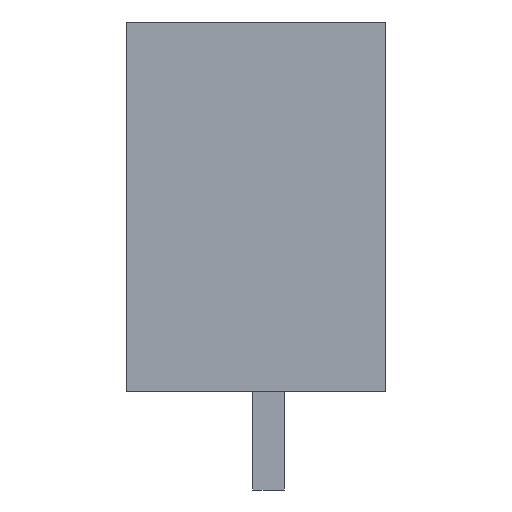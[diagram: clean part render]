
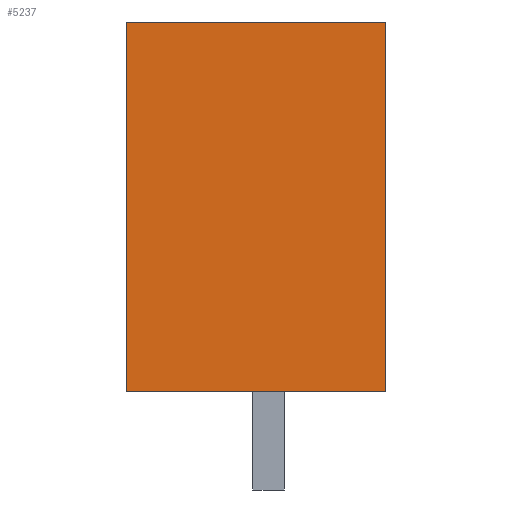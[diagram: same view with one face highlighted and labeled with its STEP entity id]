
A CAD part, left-side view. The second image highlights one B-rep face of the part: STEP entity #5237.
In plain terms, the highlighted planar face has unit normal (-1, 0, 0).
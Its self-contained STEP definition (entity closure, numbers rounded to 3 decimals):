
#5217=AXIS2_PLACEMENT_3D('Plane Axis2P3D',#5214,#5215,#5216) ;
#1430=CARTESIAN_POINT('Vertex',(0.,0.,3.2)) ;
#1433=CARTESIAN_POINT('Line Origine',(0.,4.215,3.2)) ;
#1437=CARTESIAN_POINT('Vertex',(0.,8.43,3.2)) ;
#5047=CARTESIAN_POINT('Line Origine',(0.,0.,9.2)) ;
#5051=CARTESIAN_POINT('Vertex',(0.,0.,15.2)) ;
#5214=CARTESIAN_POINT('Axis2P3D Location',(0.,8.43,15.2)) ;
#5219=CARTESIAN_POINT('Line Origine',(0.,4.215,15.2)) ;
#5223=CARTESIAN_POINT('Vertex',(0.,8.43,15.2)) ;
#5226=CARTESIAN_POINT('Line Origine',(0.,8.43,9.2)) ;
#1434=DIRECTION('Vector Direction',(0.,-1.,0.)) ;
#5048=DIRECTION('Vector Direction',(0.,0.,-1.)) ;
#5215=DIRECTION('Axis2P3D Direction',(-1.,0.,0.)) ;
#5216=DIRECTION('Axis2P3D XDirection',(0.,0.,1.)) ;
#5220=DIRECTION('Vector Direction',(0.,-1.,0.)) ;
#5227=DIRECTION('Vector Direction',(0.,0.,-1.)) ;
#1435=VECTOR('Line Direction',#1434,1.) ;
#5049=VECTOR('Line Direction',#5048,1.) ;
#5221=VECTOR('Line Direction',#5220,1.) ;
#5228=VECTOR('Line Direction',#5227,1.) ;
#5232=ORIENTED_EDGE('',*,*,#5225,.F.) ;
#5233=ORIENTED_EDGE('',*,*,#5230,.T.) ;
#5234=ORIENTED_EDGE('',*,*,#1439,.T.) ;
#5235=ORIENTED_EDGE('',*,*,#5053,.F.) ;
#5237=ADVANCED_FACE('HOUSING',(#5236),#5218,.T.) ;
#1439=EDGE_CURVE('',#1438,#1431,#1436,.T.) ;
#5053=EDGE_CURVE('',#5052,#1431,#5050,.T.) ;
#5225=EDGE_CURVE('',#5224,#5052,#5222,.T.) ;
#5230=EDGE_CURVE('',#5224,#1438,#5229,.T.) ;
#5231=EDGE_LOOP('',(#5232,#5233,#5234,#5235)) ;
#5236=FACE_OUTER_BOUND('',#5231,.T.) ;
#1436=LINE('Line',#1433,#1435) ;
#5050=LINE('Line',#5047,#5049) ;
#5222=LINE('Line',#5219,#5221) ;
#5229=LINE('Line',#5226,#5228) ;
#5218=PLANE('',#5217) ;
#1431=VERTEX_POINT('',#1430) ;
#1438=VERTEX_POINT('',#1437) ;
#5052=VERTEX_POINT('',#5051) ;
#5224=VERTEX_POINT('',#5223) ;
